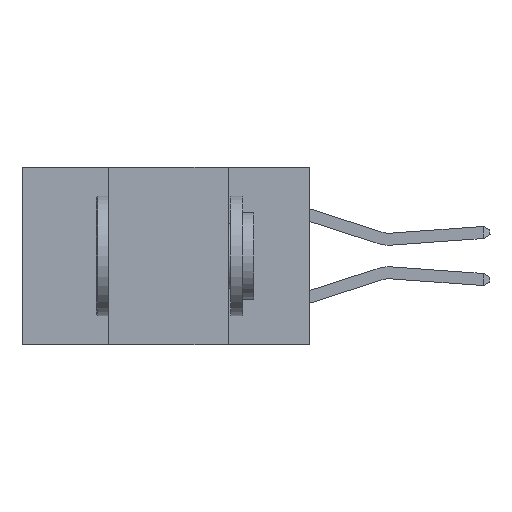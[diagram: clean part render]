
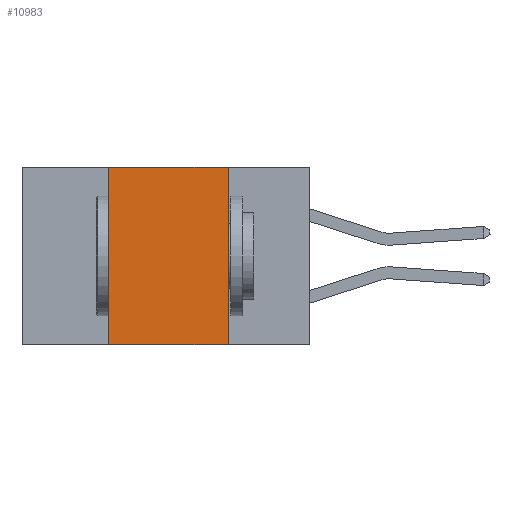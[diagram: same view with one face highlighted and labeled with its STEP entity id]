
A CAD part, left-side view. The second image highlights one B-rep face of the part: STEP entity #10983.
In plain terms, the highlighted planar face has unit normal (-1, 0, 0).
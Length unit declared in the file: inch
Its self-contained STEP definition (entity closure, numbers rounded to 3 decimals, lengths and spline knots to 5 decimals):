
#331 = DIRECTION ( 'NONE',  ( 0., 0., -1. ) ) ;
#464 = ORIENTED_EDGE ( 'NONE', *, *, #8551, .T. ) ;
#708 = ORIENTED_EDGE ( 'NONE', *, *, #10871, .F. ) ;
#982 = DIRECTION ( 'NONE',  ( 0., -1., 0. ) ) ;
#1143 = ORIENTED_EDGE ( 'NONE', *, *, #10281, .F. ) ;
#1369 = CARTESIAN_POINT ( 'NONE',  ( 0., 0.6, 0. ) ) ;
#1434 = DIRECTION ( 'NONE',  ( 1., 0., 0. ) ) ;
#1733 = EDGE_LOOP ( 'NONE', ( #708, #1143, #8846, #464 ) ) ;
#1783 = AXIS2_PLACEMENT_3D ( 'NONE', #9422, #1434, #7643 ) ;
#2068 = LINE ( 'NONE', #3016, #4100 ) ;
#2388 = VECTOR ( 'NONE', #5288, 39.37008 ) ;
#2645 = LINE ( 'NONE', #9771, #2388 ) ;
#3016 = CARTESIAN_POINT ( 'NONE',  ( 0., 0.17, -0.37 ) ) ;
#3393 = VERTEX_POINT ( 'NONE', #9426 ) ;
#3910 = CARTESIAN_POINT ( 'NONE',  ( 0., 0.42, -0.37 ) ) ;
#4039 = PLANE ( 'NONE',  #1783 ) ;
#4100 = VECTOR ( 'NONE', #331, 39.37008 ) ;
#5279 = VERTEX_POINT ( 'NONE', #10095 ) ;
#5288 = DIRECTION ( 'NONE',  ( 0., 0., 1. ) ) ;
#5714 = VECTOR ( 'NONE', #982, 39.37008 ) ;
#6688 = VERTEX_POINT ( 'NONE', #3910 ) ;
#7643 = DIRECTION ( 'NONE',  ( 0., 0., -1. ) ) ;
#8137 = LINE ( 'NONE', #9869, #5714 ) ;
#8551 = EDGE_CURVE ( 'NONE', #6688, #3393, #8137, .T. ) ;
#8784 = VECTOR ( 'NONE', #9361, 39.37008 ) ;
#8846 = ORIENTED_EDGE ( 'NONE', *, *, #9151, .F. ) ;
#9151 = EDGE_CURVE ( 'NONE', #6688, #5279, #2645, .T. ) ;
#9361 = DIRECTION ( 'NONE',  ( 0., -1., 0. ) ) ;
#9422 = CARTESIAN_POINT ( 'NONE',  ( 0., 0.6, 0. ) ) ;
#9426 = CARTESIAN_POINT ( 'NONE',  ( 0., 0.17, -0.37 ) ) ;
#9771 = CARTESIAN_POINT ( 'NONE',  ( 0., 0.42, -0.37 ) ) ;
#9869 = CARTESIAN_POINT ( 'NONE',  ( 0., 0.6, -0.37 ) ) ;
#10095 = CARTESIAN_POINT ( 'NONE',  ( 0., 0.42, 0. ) ) ;
#10115 = FACE_OUTER_BOUND ( 'NONE', #1733, .T. ) ;
#10281 = EDGE_CURVE ( 'NONE', #5279, #11047, #10532, .T. ) ;
#10386 = CARTESIAN_POINT ( 'NONE',  ( 0., 0.17, 0. ) ) ;
#10532 = LINE ( 'NONE', #1369, #8784 ) ;
#10871 = EDGE_CURVE ( 'NONE', #11047, #3393, #2068, .T. ) ;
#10983 = ADVANCED_FACE ( 'NONE', ( #10115 ), #4039, .F. ) ;
#11047 = VERTEX_POINT ( 'NONE', #10386 ) ;
